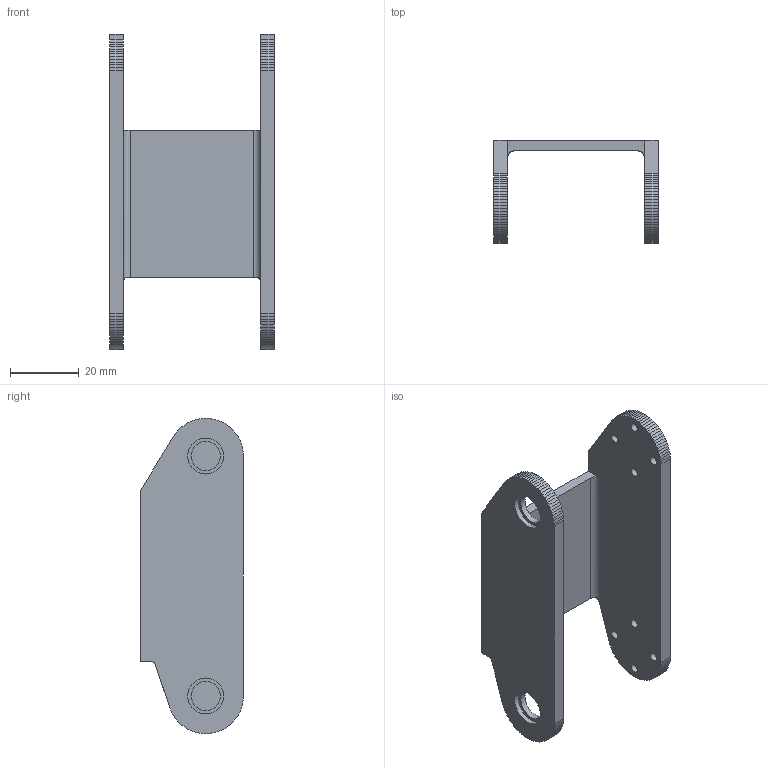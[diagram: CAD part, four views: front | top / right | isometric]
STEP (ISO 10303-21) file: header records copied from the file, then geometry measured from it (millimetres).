
FILE_DESCRIPTION(('FreeCAD Model'),'2;1');
FILE_NAME('pierna1.step', '2015-03-09T21:43:39',('FreeCAD'),('FreeCAD'), 'Open CASCADE STEP processor 6.7','FreeCAD','Unknown');
FILE_SCHEMA(('AUTOMOTIVE_DESIGN_CC2 { 1 2 10303 214 -1 1 5 4 }'));
Length unit declared in the file: millimetre
Products named in the file (1): pierna1
Bounding box: 48 x 29.99 x 92 mm (x, y, z)
Volume: 23619.6 mm3; surface area: 14860.2 mm2
Topology: 1 solids, 1 shells, 174 faces, 506 edges, 338 vertices
Faces by surface type: plane 156, cylinder 18
Full cylindrical faces by diameter (mm): 2.5 x8, 8.5 x2, 10.5 x2, 12 x2
Entity records: 12291 total; most frequent: CARTESIAN_POINT 2384, DIRECTION 1732, LINE 1293, VECTOR 1293, ORIENTED_EDGE 1012, PCURVE 1012, DEFINITIONAL_REPRESENTATION 1012, EDGE_CURVE 506
